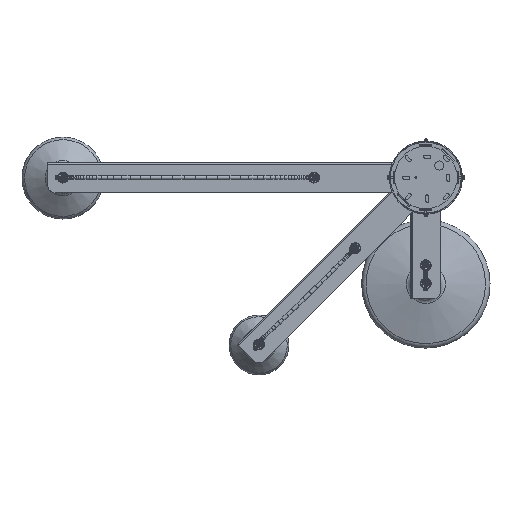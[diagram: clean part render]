
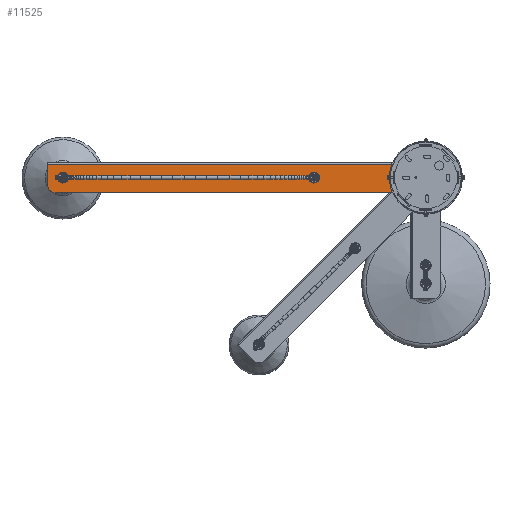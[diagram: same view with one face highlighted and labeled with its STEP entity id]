
A CAD part, top view. The second image highlights one B-rep face of the part: STEP entity #11525.
In plain terms, the highlighted planar face has unit normal (0, 0, 1).
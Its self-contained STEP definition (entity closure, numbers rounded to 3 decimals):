
#4542=LINE('',#93287,#7626);
#4550=LINE('',#93308,#7634);
#4551=LINE('',#93320,#7635);
#4552=LINE('',#93323,#7636);
#7626=VECTOR('',#49235,1.);
#7634=VECTOR('',#49249,1.);
#7635=VECTOR('',#49262,1.);
#7636=VECTOR('',#49265,1.);
#9713=PLANE('',#39986);
#11525=ADVANCED_FACE('',(#13280,#13281,#13282,#13283,#13284),#9713,.T.);
#13280=FACE_BOUND('',#16339,.T.);
#13281=FACE_BOUND('',#16340,.T.);
#13282=FACE_BOUND('',#16341,.T.);
#13283=FACE_BOUND('',#16342,.T.);
#13284=FACE_BOUND('',#16343,.T.);
#16339=EDGE_LOOP('',(#25772));
#16340=EDGE_LOOP('',(#25773));
#16341=EDGE_LOOP('',(#25774));
#16342=EDGE_LOOP('',(#25775));
#16343=EDGE_LOOP('',(#25776,#25777,#25778,#25779,#25780,#25781));
#25772=ORIENTED_EDGE('',*,*,#34763,.T.);
#25773=ORIENTED_EDGE('',*,*,#34764,.F.);
#25774=ORIENTED_EDGE('',*,*,#34765,.F.);
#25775=ORIENTED_EDGE('',*,*,#34766,.F.);
#25776=ORIENTED_EDGE('',*,*,#34751,.T.);
#25777=ORIENTED_EDGE('',*,*,#34767,.T.);
#25778=ORIENTED_EDGE('',*,*,#34761,.T.);
#25779=ORIENTED_EDGE('',*,*,#34768,.T.);
#25780=ORIENTED_EDGE('',*,*,#34769,.T.);
#25781=ORIENTED_EDGE('',*,*,#34770,.T.);
#29946=VERTEX_POINT('',#93286);
#29947=VERTEX_POINT('',#93288);
#29956=VERTEX_POINT('',#93307);
#29957=VERTEX_POINT('',#93309);
#29958=VERTEX_POINT('',#93313);
#29959=VERTEX_POINT('',#93315);
#29960=VERTEX_POINT('',#93317);
#29961=VERTEX_POINT('',#93319);
#29962=VERTEX_POINT('',#93322);
#29963=VERTEX_POINT('',#93324);
#34751=EDGE_CURVE('',#29947,#29946,#4542,.T.);
#34761=EDGE_CURVE('',#29957,#29956,#4550,.T.);
#34763=EDGE_CURVE('',#29958,#29958,#36713,.T.);
#34764=EDGE_CURVE('',#29959,#29959,#36714,.T.);
#34765=EDGE_CURVE('',#29960,#29960,#36715,.T.);
#34766=EDGE_CURVE('',#29961,#29961,#36716,.T.);
#34767=EDGE_CURVE('',#29946,#29957,#4551,.T.);
#34768=EDGE_CURVE('',#29956,#29962,#36717,.T.);
#34769=EDGE_CURVE('',#29962,#29963,#4552,.T.);
#34770=EDGE_CURVE('',#29963,#29947,#36718,.T.);
#36713=CIRCLE('',#39980,1.5);
#36714=CIRCLE('',#39981,6.);
#36715=CIRCLE('',#39982,6.);
#36716=CIRCLE('',#39983,10.5);
#36717=CIRCLE('',#39984,12.);
#36718=CIRCLE('',#39985,12.);
#39980=AXIS2_PLACEMENT_3D('',#93312,#49254,#49255);
#39981=AXIS2_PLACEMENT_3D('',#93314,#49256,#49257);
#39982=AXIS2_PLACEMENT_3D('',#93316,#49258,#49259);
#39983=AXIS2_PLACEMENT_3D('',#93318,#49260,#49261);
#39984=AXIS2_PLACEMENT_3D('',#93321,#49263,#49264);
#39985=AXIS2_PLACEMENT_3D('',#93325,#49266,#49267);
#39986=AXIS2_PLACEMENT_3D('',#93326,#49268,#49269);
#49235=DIRECTION('',(0.,1.,0.));
#49249=DIRECTION('',(0.,-1.,0.));
#49254=DIRECTION('',(0.,0.,-1.));
#49255=DIRECTION('',(1.,0.,0.));
#49256=DIRECTION('',(0.,0.,1.));
#49257=DIRECTION('',(1.,0.,0.));
#49258=DIRECTION('',(0.,0.,1.));
#49259=DIRECTION('',(1.,0.,0.));
#49260=DIRECTION('',(0.,0.,1.));
#49261=DIRECTION('',(1.,0.,0.));
#49262=DIRECTION('',(-1.,0.,0.));
#49263=DIRECTION('',(0.,0.,1.));
#49264=DIRECTION('',(1.,0.,0.));
#49265=DIRECTION('',(1.,0.,0.));
#49266=DIRECTION('',(0.,0.,1.));
#49267=DIRECTION('',(1.,0.,0.));
#49268=DIRECTION('',(0.,0.,1.));
#49269=DIRECTION('',(1.,0.,0.));
#93286=CARTESIAN_POINT('',(20.,22.1,1.8));
#93287=CARTESIAN_POINT('',(20.,-13.,1.8));
#93288=CARTESIAN_POINT('',(20.,-13.,1.8));
#93307=CARTESIAN_POINT('',(-625.,-13.,1.8));
#93308=CARTESIAN_POINT('',(-625.,25.,1.8));
#93309=CARTESIAN_POINT('',(-625.,22.1,1.8));
#93312=CARTESIAN_POINT('',(-18.,9.,1.8));
#93313=CARTESIAN_POINT('',(-16.5,9.,1.8));
#93314=CARTESIAN_POINT('',(-600.,0.,1.8));
#93315=CARTESIAN_POINT('',(-594.,0.,1.8));
#93316=CARTESIAN_POINT('',(-185.,0.,1.8));
#93317=CARTESIAN_POINT('',(-179.,0.,1.8));
#93318=CARTESIAN_POINT('',(0.,0.,1.8));
#93319=CARTESIAN_POINT('',(10.5,0.,1.8));
#93320=CARTESIAN_POINT('',(20.,22.1,1.8));
#93321=CARTESIAN_POINT('',(-613.,-13.,1.8));
#93322=CARTESIAN_POINT('',(-613.,-25.,1.8));
#93323=CARTESIAN_POINT('',(-613.,-25.,1.8));
#93324=CARTESIAN_POINT('',(8.,-25.,1.8));
#93325=CARTESIAN_POINT('',(8.,-13.,1.8));
#93326=CARTESIAN_POINT('',(-613.,-13.,1.8));
